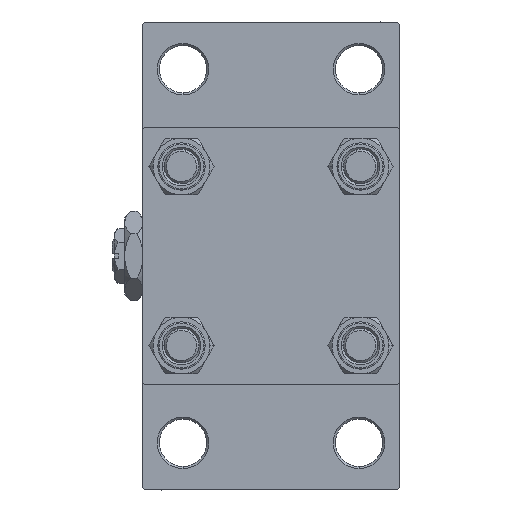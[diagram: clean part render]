
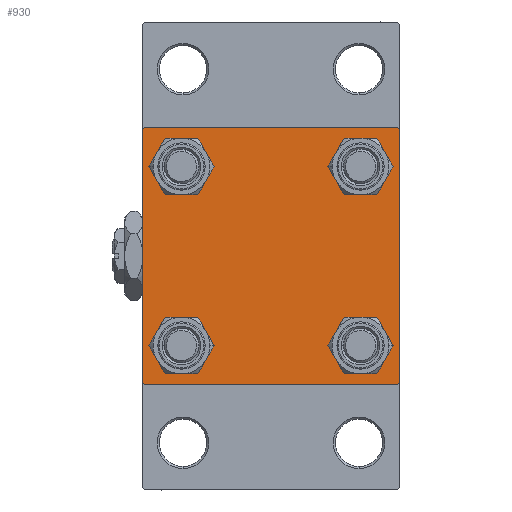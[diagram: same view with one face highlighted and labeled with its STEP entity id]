
A CAD part, left-side view. The second image highlights one B-rep face of the part: STEP entity #930.
In plain terms, the highlighted planar face has unit normal (-1, 0, 0).
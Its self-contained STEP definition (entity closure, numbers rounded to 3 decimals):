
#68 = CARTESIAN_POINT ( 'NONE',  ( 0., -20.85, 20.85 ) ) ;
#187 = EDGE_CURVE ( 'NONE', #46402, #12314, #18710, .T. ) ;
#572 = EDGE_CURVE ( 'NONE', #30523, #4892, #31395, .T. ) ;
#852 = CARTESIAN_POINT ( 'NONE',  ( 0., 30., 30. ) ) ;
#930 = ADVANCED_FACE ( 'NONE', ( #44818, #22856, #3669, #11149, #18132 ), #6908, .T. ) ;
#1037 = ORIENTED_EDGE ( 'NONE', *, *, #15791, .T. ) ;
#3177 = DIRECTION ( 'NONE',  ( 0., 0., 1. ) ) ;
#3190 = CARTESIAN_POINT ( 'NONE',  ( 0., -20.85, -20.85 ) ) ;
#3238 = DIRECTION ( 'NONE',  ( 1., 0., 0. ) ) ;
#3274 = EDGE_CURVE ( 'NONE', #12314, #46402, #5955, .T. ) ;
#3669 = FACE_BOUND ( 'NONE', #17501, .T. ) ;
#3676 = ORIENTED_EDGE ( 'NONE', *, *, #572, .T. ) ;
#4126 = EDGE_CURVE ( 'NONE', #23975, #10762, #40231, .T. ) ;
#4892 = VERTEX_POINT ( 'NONE', #10601 ) ;
#5136 = AXIS2_PLACEMENT_3D ( 'NONE', #68, #19497, #19739 ) ;
#5914 = EDGE_CURVE ( 'NONE', #4892, #30523, #10038, .T. ) ;
#5955 = CIRCLE ( 'NONE', #9136, 4.5 ) ;
#6364 = CARTESIAN_POINT ( 'NONE',  ( 0., 29.75, -29.75 ) ) ;
#6908 = PLANE ( 'NONE',  #41750 ) ;
#6965 = ORIENTED_EDGE ( 'NONE', *, *, #3274, .T. ) ;
#7276 = VERTEX_POINT ( 'NONE', #8612 ) ;
#7929 = ORIENTED_EDGE ( 'NONE', *, *, #35213, .T. ) ;
#8076 = VERTEX_POINT ( 'NONE', #26546 ) ;
#8612 = CARTESIAN_POINT ( 'NONE',  ( 0., -20.85, 25.35 ) ) ;
#8675 = ORIENTED_EDGE ( 'NONE', *, *, #42697, .T. ) ;
#8707 = ORIENTED_EDGE ( 'NONE', *, *, #5914, .T. ) ;
#9136 = AXIS2_PLACEMENT_3D ( 'NONE', #36441, #40173, #47906 ) ;
#9670 = ORIENTED_EDGE ( 'NONE', *, *, #14460, .F. ) ;
#10004 = ORIENTED_EDGE ( 'NONE', *, *, #14177, .T. ) ;
#10038 = CIRCLE ( 'NONE', #40303, 4.5 ) ;
#10352 = EDGE_CURVE ( 'NONE', #12663, #38826, #13350, .T. ) ;
#10367 = CARTESIAN_POINT ( 'NONE',  ( 0., 30., 29.5 ) ) ;
#10426 = DIRECTION ( 'NONE',  ( 0., 0., 1. ) ) ;
#10601 = CARTESIAN_POINT ( 'NONE',  ( 0., -20.85, -25.35 ) ) ;
#10714 = CARTESIAN_POINT ( 'NONE',  ( 0., -20.85, -20.85 ) ) ;
#10716 = CARTESIAN_POINT ( 'NONE',  ( 0., -29.75, 29.75 ) ) ;
#10762 = VERTEX_POINT ( 'NONE', #32254 ) ;
#11040 = LINE ( 'NONE', #45453, #48927 ) ;
#11149 = FACE_BOUND ( 'NONE', #26974, .T. ) ;
#11428 = CARTESIAN_POINT ( 'NONE',  ( 0., 29.75, 29.75 ) ) ;
#11591 = AXIS2_PLACEMENT_3D ( 'NONE', #10714, #3238, #29670 ) ;
#12154 = DIRECTION ( 'NONE',  ( 0., 0., 1. ) ) ;
#12286 = DIRECTION ( 'NONE',  ( 1., 0., 0. ) ) ;
#12314 = VERTEX_POINT ( 'NONE', #17416 ) ;
#12663 = VERTEX_POINT ( 'NONE', #10367 ) ;
#13350 = LINE ( 'NONE', #48006, #38165 ) ;
#13823 = VERTEX_POINT ( 'NONE', #15922 ) ;
#13924 = ORIENTED_EDGE ( 'NONE', *, *, #10352, .T. ) ;
#14177 = EDGE_CURVE ( 'NONE', #17457, #13823, #36268, .T. ) ;
#14243 = AXIS2_PLACEMENT_3D ( 'NONE', #31242, #12286, #16275 ) ;
#14460 = EDGE_CURVE ( 'NONE', #45102, #33262, #37990, .T. ) ;
#14652 = DIRECTION ( 'NONE',  ( 1., 0., 0. ) ) ;
#15249 = CARTESIAN_POINT ( 'NONE',  ( 0., -20.85, -16.35 ) ) ;
#15791 = EDGE_CURVE ( 'NONE', #13823, #40698, #31213, .T. ) ;
#15922 = CARTESIAN_POINT ( 'NONE',  ( 0., -29.5, -30. ) ) ;
#16229 = ORIENTED_EDGE ( 'NONE', *, *, #37231, .F. ) ;
#16239 = VECTOR ( 'NONE', #29875, 1000. ) ;
#16275 = DIRECTION ( 'NONE',  ( 0., 0., 1. ) ) ;
#16496 = EDGE_CURVE ( 'NONE', #38826, #17457, #17093, .T. ) ;
#16543 = DIRECTION ( 'NONE',  ( 0., 0., 1. ) ) ;
#17090 = CARTESIAN_POINT ( 'NONE',  ( 0., -30., -29.5 ) ) ;
#17093 = LINE ( 'NONE', #6364, #19017 ) ;
#17175 = LINE ( 'NONE', #11428, #16239 ) ;
#17416 = CARTESIAN_POINT ( 'NONE',  ( 0., 20.85, 25.35 ) ) ;
#17457 = VERTEX_POINT ( 'NONE', #45069 ) ;
#17501 = EDGE_LOOP ( 'NONE', ( #44077, #8675 ) ) ;
#18132 = FACE_OUTER_BOUND ( 'NONE', #41167, .T. ) ;
#18710 = CIRCLE ( 'NONE', #32271, 4.5 ) ;
#19017 = VECTOR ( 'NONE', #21309, 1000. ) ;
#19497 = DIRECTION ( 'NONE',  ( 1., 0., 0. ) ) ;
#19739 = DIRECTION ( 'NONE',  ( 0., 0., 1. ) ) ;
#20859 = ORIENTED_EDGE ( 'NONE', *, *, #36412, .T. ) ;
#21302 = VECTOR ( 'NONE', #38245, 1000. ) ;
#21309 = DIRECTION ( 'NONE',  ( 0., -0.707, -0.707 ) ) ;
#21664 = ORIENTED_EDGE ( 'NONE', *, *, #187, .T. ) ;
#21880 = CARTESIAN_POINT ( 'NONE',  ( 0., -20.85, 20.85 ) ) ;
#22096 = CARTESIAN_POINT ( 'NONE',  ( 0., 20.85, -16.35 ) ) ;
#22111 = CARTESIAN_POINT ( 'NONE',  ( 0., 0., 0. ) ) ;
#22243 = CARTESIAN_POINT ( 'NONE',  ( 0., -30., 29.5 ) ) ;
#22727 = AXIS2_PLACEMENT_3D ( 'NONE', #40932, #30198, #41424 ) ;
#22856 = FACE_BOUND ( 'NONE', #47909, .T. ) ;
#22979 = DIRECTION ( 'NONE',  ( 0., -0.707, 0.707 ) ) ;
#23421 = DIRECTION ( 'NONE',  ( 0., 0.707, 0.707 ) ) ;
#23975 = VERTEX_POINT ( 'NONE', #22096 ) ;
#24634 = VECTOR ( 'NONE', #23421, 1000. ) ;
#24824 = DIRECTION ( 'NONE',  ( 0., 0., -1. ) ) ;
#26159 = VECTOR ( 'NONE', #22979, 1000. ) ;
#26418 = EDGE_CURVE ( 'NONE', #8076, #7276, #37552, .T. ) ;
#26546 = CARTESIAN_POINT ( 'NONE',  ( 0., -20.85, 16.35 ) ) ;
#26974 = EDGE_LOOP ( 'NONE', ( #6965, #21664 ) ) ;
#27024 = EDGE_LOOP ( 'NONE', ( #20859, #49158 ) ) ;
#29670 = DIRECTION ( 'NONE',  ( 0., 0., 1. ) ) ;
#29772 = CARTESIAN_POINT ( 'NONE',  ( 0., 30., -29.5 ) ) ;
#29875 = DIRECTION ( 'NONE',  ( 0., 0.707, -0.707 ) ) ;
#30198 = DIRECTION ( 'NONE',  ( 1., 0., 0. ) ) ;
#30523 = VERTEX_POINT ( 'NONE', #15249 ) ;
#30997 = CIRCLE ( 'NONE', #14243, 4.5 ) ;
#31213 = LINE ( 'NONE', #45678, #26159 ) ;
#31242 = CARTESIAN_POINT ( 'NONE',  ( 0., 20.85, -20.85 ) ) ;
#31395 = CIRCLE ( 'NONE', #11591, 4.5 ) ;
#31807 = DIRECTION ( 'NONE',  ( 0., -1., 0. ) ) ;
#32254 = CARTESIAN_POINT ( 'NONE',  ( 0., 20.85, -25.35 ) ) ;
#32271 = AXIS2_PLACEMENT_3D ( 'NONE', #46485, #39245, #16543 ) ;
#32772 = VERTEX_POINT ( 'NONE', #22243 ) ;
#32979 = CIRCLE ( 'NONE', #5136, 4.5 ) ;
#33262 = VERTEX_POINT ( 'NONE', #47059 ) ;
#33727 = DIRECTION ( 'NONE',  ( 0., 0., -1. ) ) ;
#33949 = ORIENTED_EDGE ( 'NONE', *, *, #46864, .T. ) ;
#34865 = VECTOR ( 'NONE', #31807, 1000. ) ;
#35213 = EDGE_CURVE ( 'NONE', #45102, #12663, #17175, .T. ) ;
#36268 = LINE ( 'NONE', #43277, #34865 ) ;
#36412 = EDGE_CURVE ( 'NONE', #7276, #8076, #32979, .T. ) ;
#36441 = CARTESIAN_POINT ( 'NONE',  ( 0., 20.85, 20.85 ) ) ;
#37231 = EDGE_CURVE ( 'NONE', #32772, #40698, #11040, .T. ) ;
#37334 = DIRECTION ( 'NONE',  ( -1., 0., 0. ) ) ;
#37552 = CIRCLE ( 'NONE', #40721, 4.5 ) ;
#37990 = LINE ( 'NONE', #852, #21302 ) ;
#38165 = VECTOR ( 'NONE', #24824, 1000. ) ;
#38245 = DIRECTION ( 'NONE',  ( 0., -1., 0. ) ) ;
#38826 = VERTEX_POINT ( 'NONE', #29772 ) ;
#39245 = DIRECTION ( 'NONE',  ( 1., 0., 0. ) ) ;
#40173 = DIRECTION ( 'NONE',  ( 1., 0., 0. ) ) ;
#40231 = CIRCLE ( 'NONE', #22727, 4.5 ) ;
#40303 = AXIS2_PLACEMENT_3D ( 'NONE', #3190, #14652, #12154 ) ;
#40698 = VERTEX_POINT ( 'NONE', #17090 ) ;
#40721 = AXIS2_PLACEMENT_3D ( 'NONE', #21880, #44332, #10426 ) ;
#40932 = CARTESIAN_POINT ( 'NONE',  ( 0., 20.85, -20.85 ) ) ;
#41167 = EDGE_LOOP ( 'NONE', ( #13924, #46827, #10004, #1037, #16229, #33949, #9670, #7929 ) ) ;
#41424 = DIRECTION ( 'NONE',  ( 0., 0., 1. ) ) ;
#41750 = AXIS2_PLACEMENT_3D ( 'NONE', #22111, #37334, #3177 ) ;
#42697 = EDGE_CURVE ( 'NONE', #10762, #23975, #30997, .T. ) ;
#43277 = CARTESIAN_POINT ( 'NONE',  ( 0., 30., -30. ) ) ;
#44077 = ORIENTED_EDGE ( 'NONE', *, *, #4126, .T. ) ;
#44332 = DIRECTION ( 'NONE',  ( 1., 0., 0. ) ) ;
#44664 = CARTESIAN_POINT ( 'NONE',  ( 0., 29.5, 30. ) ) ;
#44818 = FACE_BOUND ( 'NONE', #27024, .T. ) ;
#44881 = LINE ( 'NONE', #10716, #24634 ) ;
#45069 = CARTESIAN_POINT ( 'NONE',  ( 0., 29.5, -30. ) ) ;
#45102 = VERTEX_POINT ( 'NONE', #44664 ) ;
#45453 = CARTESIAN_POINT ( 'NONE',  ( 0., -30., 30. ) ) ;
#45678 = CARTESIAN_POINT ( 'NONE',  ( 0., -29.75, -29.75 ) ) ;
#46347 = CARTESIAN_POINT ( 'NONE',  ( 0., 20.85, 16.35 ) ) ;
#46402 = VERTEX_POINT ( 'NONE', #46347 ) ;
#46485 = CARTESIAN_POINT ( 'NONE',  ( 0., 20.85, 20.85 ) ) ;
#46827 = ORIENTED_EDGE ( 'NONE', *, *, #16496, .T. ) ;
#46864 = EDGE_CURVE ( 'NONE', #32772, #33262, #44881, .T. ) ;
#47059 = CARTESIAN_POINT ( 'NONE',  ( 0., -29.5, 30. ) ) ;
#47906 = DIRECTION ( 'NONE',  ( 0., 0., 1. ) ) ;
#47909 = EDGE_LOOP ( 'NONE', ( #3676, #8707 ) ) ;
#48006 = CARTESIAN_POINT ( 'NONE',  ( 0., 30., 30. ) ) ;
#48927 = VECTOR ( 'NONE', #33727, 1000. ) ;
#49158 = ORIENTED_EDGE ( 'NONE', *, *, #26418, .T. ) ;
